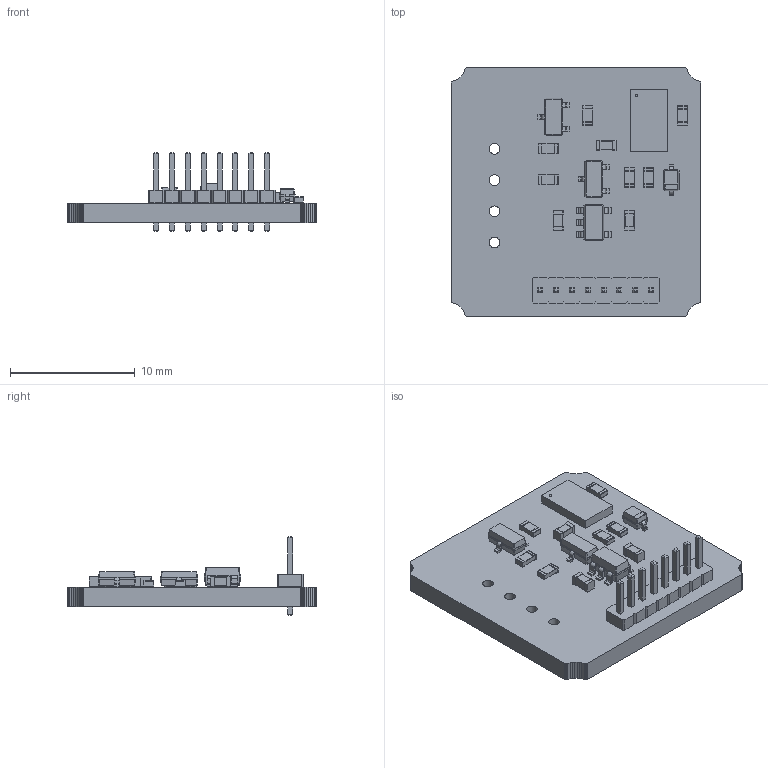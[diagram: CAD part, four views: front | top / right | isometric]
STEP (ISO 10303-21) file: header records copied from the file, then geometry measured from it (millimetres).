
FILE_DESCRIPTION(('KiCad electronic assembly'),'2;1');
FILE_NAME('ADXL345.step','2023-09-22T09:02:02',('Pcbnew'),('Kicad'), 'Open CASCADE STEP processor 7.6','KiCad to STEP converter','Unknown' );
FILE_SCHEMA(('AUTOMOTIVE_DESIGN { 1 0 10303 214 1 1 1 1 }'));
Length unit declared in the file: millimetre
Products named in the file (16): ADXL345 1; LGA-14_3x5mm_P0.8mm_LayoutBorder1x6y; SOLID; R_0603_1608Metric; C_0603_1608Metric; PinHeader_1x08_P1.27mm_Vertical; SOT-23-5; SOT-23; D_SOD-323; PCB
Assembly tree (23 placements, depth 3):
  ADXL345 1
    LGA-14_3x5mm_P0.8mm_LayoutBorder1x6y
      SOLID
    R_0603_1608Metric  x6
      SOLID
    C_0603_1608Metric  x3
      SOLID
    PinHeader_1x08_P1.27mm_Vertical
      SOLID
    SOT-23-5
      SOLID
    SOT-23  x2
      SOLID
    D_SOD-323
      SOLID
    PCB
Bounding box: 20 x 20 x 6.3 mm (x, y, z)
Volume: 680.6 mm3; surface area: 1249.3 mm2
Topology: 16 solids, 16 shells, 912 faces, 2274 edges, 1432 vertices
Faces by surface type: plane 654, cylinder 149, bspline 109
Full cylindrical faces by diameter (mm): 0.2 x1, 0.65 x8, 0.85 x4
Entity records: 44241 total; most frequent: CARTESIAN_POINT 7612, DIRECTION 5825, LINE 4288, VECTOR 4288, ORIENTED_EDGE 3220, PCURVE 3220, DEFINITIONAL_REPRESENTATION 3220, EDGE_CURVE 1610
